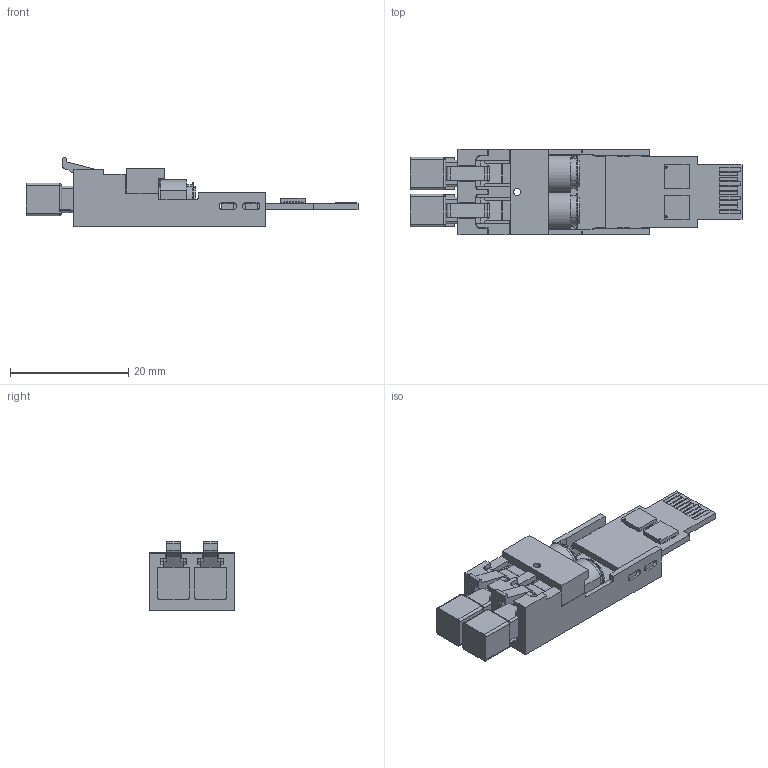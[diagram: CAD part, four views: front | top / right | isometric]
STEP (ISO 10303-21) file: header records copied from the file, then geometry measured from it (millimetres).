
FILE_DESCRIPTION((''),'2;1');
FILE_NAME('VTTx-V1.stp','2012-09-11T16:21:44',(''),(''),'Mechanical Desktop 2011','Mechanical Desktop 2011',', , ');
FILE_SCHEMA(('AUTOMOTIVE_DESIGN { 1 2 10303 214 1 1 1 1 }'));
Length unit declared in the file: millimetre
Products named in the file (1): Product
Bounding box: 56.05 x 14.45 x 11.74 mm (x, y, z)
Volume: 3251.6 mm3; surface area: 5022 mm2
Topology: 85 solids, 85 shells, 1234 faces, 3021 edges, 1970 vertices
Faces by surface type: plane 618, cylinder 277, bspline 271, torus 34, sphere 20, cone 14
Entity records: 37460 total; most frequent: CARTESIAN_POINT 8587, ORIENTED_EDGE 6022, DIRECTION 5627, EDGE_CURVE 3011, VECTOR 2255, LINE 2255, VERTEX_POINT 1970, AXIS2_PLACEMENT_3D 1686
